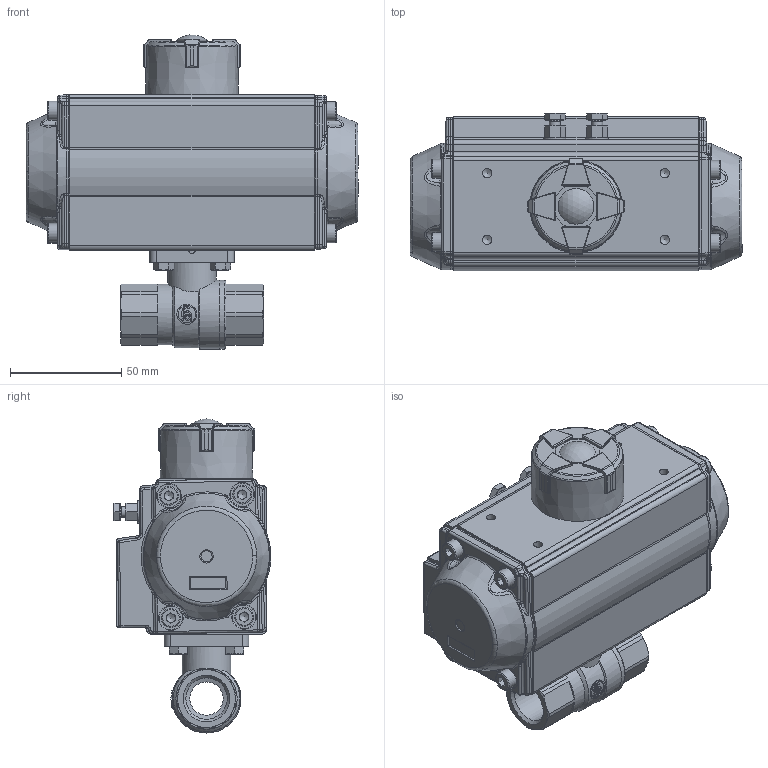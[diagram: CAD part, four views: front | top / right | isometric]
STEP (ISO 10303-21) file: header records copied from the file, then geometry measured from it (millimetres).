
FILE_DESCRIPTION(/* description */ ('Unknown'),/* implementation_level */ '2;1');
FILE_NAME(/* name */ 'PE010767-04',/* time_stamp */ '2025-01-14T11:58:11+01:00',/* author */ ('Unknown'),/* organization */ ('Unknown'),/* preprocessor_version */ 'ST-DEVELOPER v19.4',/* originating_system */ 'Solid Edge',/* authorisation */ 'Unknown');
FILE_SCHEMA (('AUTOMOTIVE_DESIGN {1 0 10303 214 3 1 1}'));
Products named in the file (25): PE010767-04; 2.110.015_(767-04); LA0160#12015; OR0072#V16; SE0164#015; AT0042#24; OR0072#V21; LA0020#015; LA0161#015; RO0079#06; DIN 933 M5x16 A2-70 BLK_EDST; PD02_PE01; vt50-2016-06-25; hex bolt gradeab_din_ISO 4014 - M5 x 25 x 16-N; huosai50; vt50-2016-06-25 _______MIR; zhou50; VTE50____; plain washers-n series-grade a gb_GB_FASTENER_WASHER_PWNA 5; hex nut gradec_din_Hexagon Nut ISO 4034 - M5 - N; Optische Anzeige; ______; ________(___________; cup head nib bolts with large head gb_GB_FASTENER_BOLT_CHNBW M6X25-N; socket head cap screw_din_DIN 912 M5 x 16 --- 16N
Assembly tree (44 placements, depth 4):
  PE010767-04
    2.110.015_(767-04)
      LA0160#12015
      OR0072#V16  x2
      SE0164#015  x2
      AT0042#24
      OR0072#V21  x2
      LA0020#015
      LA0161#015
      RO0079#06
    DIN 933 M5x16 A2-70 BLK_EDST  x4
    PD02_PE01
      vt50-2016-06-25
      hex bolt gradeab_din_ISO 4014 - M5 x 25 x 16-N  x2
      huosai50  x2
      vt50-2016-06-25 _______MIR
      zhou50
      VTE50____
      plain washers-n series-grade a gb_GB_FASTENER_WASHER_PWNA 5  x2
      hex nut gradec_din_Hexagon Nut ISO 4034 - M5 - N  x2
      Optische Anzeige
        ______
        ________(___________  x4
        cup head nib bolts with large head gb_GB_FASTENER_BOLT_CHNBW M6X25-N
      socket head cap screw_din_DIN 912 M5 x 16 --- 16N  x8
Bounding box: 149.4 x 70.92 x 141.31 mm (x, y, z)
Volume: 429233.8 mm3; surface area: 169046.9 mm2
Topology: 41 solids, 41 shells, 2778 faces, 6743 edges, 4166 vertices
Faces by surface type: plane 975, cylinder 771, bspline 400, torus 318, cone 283, sphere 31
Full cylindrical faces by diameter (mm): 1.516 x1, 2.5 x2, 3 x16, 3.3 x8, 4.134 x20, 4.2 x2, 4.66 x1, 4.917 x7, 5 x16, 5.3 x2, 5.5 x1, 6 x5, 6.2 x1, 7.863 x1, 8 x6, 8.1 x2, 8.5 x8, 8.566 x2, 9 x1, 10 x4, 10.8 x1, 11 x4, 11.02 x1, 11.1 x1, 11.4 x1, 12 x2, 12.5 x2, 12.9 x1, 13 x12, 13.5 x2
Entity records: 72488 total; most frequent: CARTESIAN_POINT 28027, ORIENTED_EDGE 8768, DIRECTION 8052, EDGE_CURVE 4384, AXIS2_PLACEMENT_3D 3215, VERTEX_POINT 2944, FACE_BOUND 2514, EDGE_LOOP 2491
